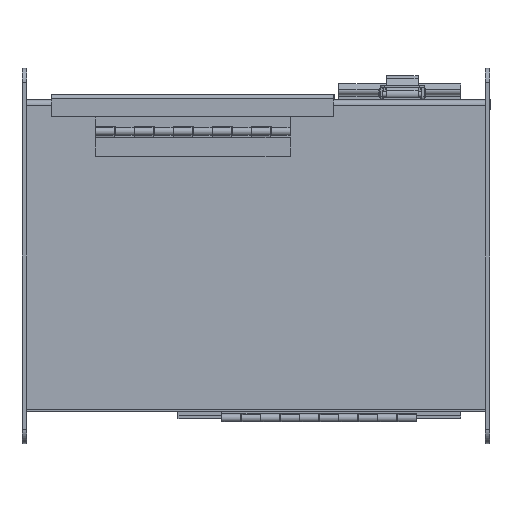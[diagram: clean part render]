
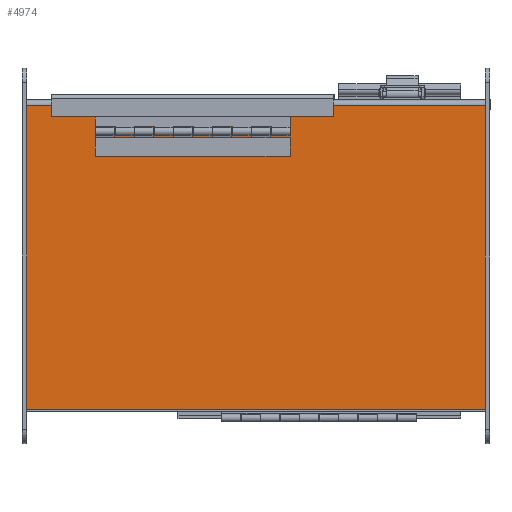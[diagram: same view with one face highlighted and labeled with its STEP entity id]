
A CAD part, left-side view. The second image highlights one B-rep face of the part: STEP entity #4974.
In plain terms, the highlighted face is planar.
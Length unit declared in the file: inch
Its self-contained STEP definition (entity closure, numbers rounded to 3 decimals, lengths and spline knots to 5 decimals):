
#220=LINE('',#7422,#704);
#224=LINE('',#7436,#708);
#227=LINE('',#7442,#711);
#228=LINE('',#7443,#712);
#704=VECTOR('',#5940,12.);
#708=VECTOR('',#5958,7.792);
#711=VECTOR('',#5963,7.792);
#712=VECTOR('',#5964,12.);
#1146=PLANE('',#5303);
#1430=FACE_OUTER_BOUND('',#1731,.T.);
#1731=EDGE_LOOP('',(#3551,#3552,#3553,#3554));
#2281=VERTEX_POINT('',#7419);
#2282=VERTEX_POINT('',#7421);
#2285=VERTEX_POINT('',#7435);
#2287=VERTEX_POINT('',#7441);
#2764=EDGE_CURVE('',#2282,#2281,#220,.T.);
#2771=EDGE_CURVE('',#2282,#2285,#224,.T.);
#2774=EDGE_CURVE('',#2287,#2281,#227,.T.);
#2775=EDGE_CURVE('',#2285,#2287,#228,.T.);
#3551=ORIENTED_EDGE('',*,*,#2764,.T.);
#3552=ORIENTED_EDGE('',*,*,#2774,.F.);
#3553=ORIENTED_EDGE('',*,*,#2775,.F.);
#3554=ORIENTED_EDGE('',*,*,#2771,.F.);
#4974=ADVANCED_FACE('',(#1430),#1146,.T.);
#5303=AXIS2_PLACEMENT_3D('',#7440,#5961,#5962);
#5940=DIRECTION('',(0.,1.,0.));
#5958=DIRECTION('',(-1.,0.,0.));
#5961=DIRECTION('center_axis',(0.,0.,1.));
#5962=DIRECTION('ref_axis',(1.,0.,0.));
#5963=DIRECTION('',(1.,0.,0.));
#5964=DIRECTION('',(0.,1.,0.));
#7419=CARTESIAN_POINT('',(3.829,6.,0.074));
#7421=CARTESIAN_POINT('',(3.829,-6.,0.074));
#7422=CARTESIAN_POINT('',(3.829,-3.,0.074));
#7435=CARTESIAN_POINT('',(-3.963,-6.,0.074));
#7436=CARTESIAN_POINT('',(-3.963,-6.,0.074));
#7440=CARTESIAN_POINT('Origin',(0.,0.,0.074));
#7441=CARTESIAN_POINT('',(-3.963,6.,0.074));
#7442=CARTESIAN_POINT('',(3.963,6.,0.074));
#7443=CARTESIAN_POINT('',(-3.963,6.,0.074));
